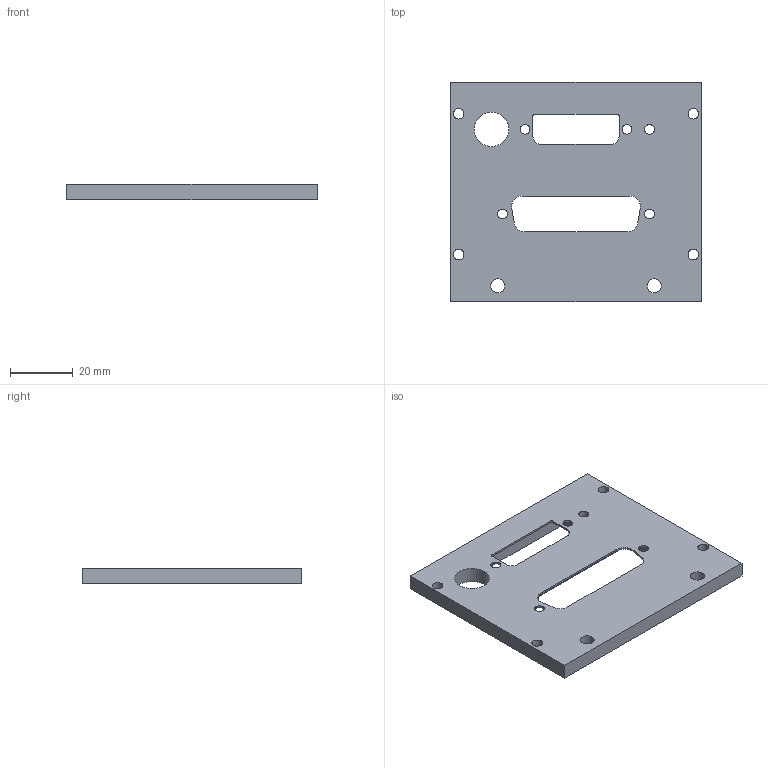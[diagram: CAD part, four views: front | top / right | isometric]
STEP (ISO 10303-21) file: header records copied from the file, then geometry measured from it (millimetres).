
FILE_DESCRIPTION(/* description */ (''),/* implementation_level */ '2;1');
FILE_NAME(/* name */ 'back_panel.stp',/* time_stamp */ '2023-11-20T21:27:10+01:00',/* author */ ('Tilman Preuschoff'),/* organization */ (''),/* preprocessor_version */ 'ST-DEVELOPER v18.1',/* originating_system */ 'Autodesk Inventor 2021',/* authorisation */ '');
FILE_SCHEMA (('AUTOMOTIVE_DESIGN { 1 0 10303 214 3 1 1 }'));
Length unit declared in the file: millimetre
Products named in the file (1): Rückwand_DVI
Bounding box: 80 x 70 x 5 mm (x, y, z)
Volume: 16540.3 mm3; surface area: 12822.8 mm2
Topology: 1 solids, 1 shells, 75 faces, 206 edges, 136 vertices
Faces by surface type: cylinder 38, plane 37
Full cylindrical faces by diameter (mm): 3.1 x5, 3.4 x4, 3.5 x1, 4.5 x2, 11 x2
Entity records: 2501 total; most frequent: DIRECTION 434, CARTESIAN_POINT 418, ORIENTED_EDGE 412, EDGE_CURVE 206, AXIS2_PLACEMENT_3D 152, VERTEX_POINT 136, LINE 130, VECTOR 130
